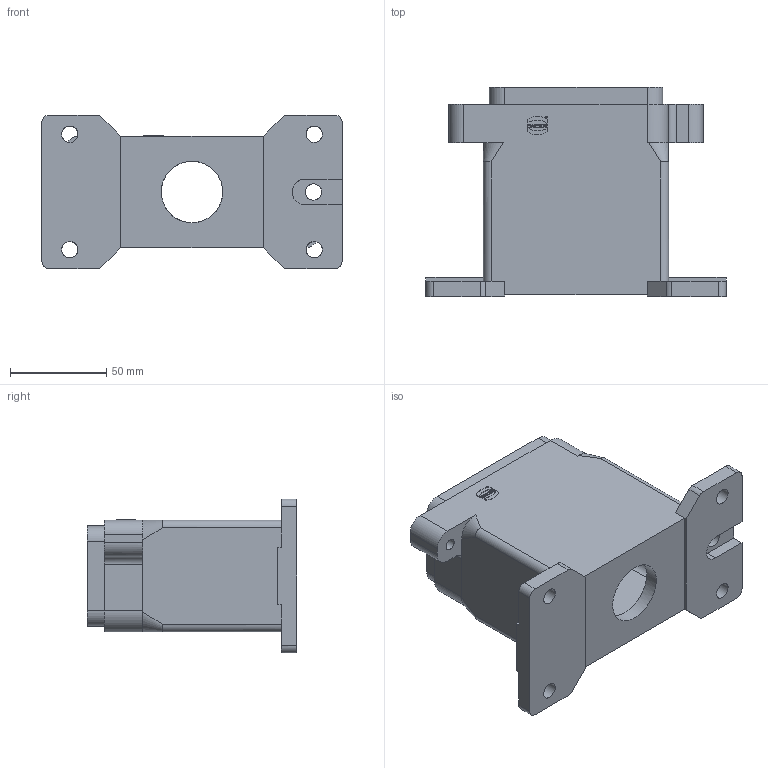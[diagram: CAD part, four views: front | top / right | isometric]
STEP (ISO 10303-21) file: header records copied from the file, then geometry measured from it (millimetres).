
FILE_DESCRIPTION(( 'HARTING HARTING HARTING HARTING HARTING HARTING HARTING HARTING HARTING', 'This Document is valid for Parts No. 19 40 006 1212'),'2;1');
FILE_NAME('MD_19400061212_R414094.stp', '2009-07-15T08:42:18',('ITIS-4b'),('HARTING KGaA, D-32339 Espelkamp'), 'I-DEAS Master Series 10','HP-UNIX','Yes');
FILE_SCHEMA(('AUTOMOTIVE_DESIGN { 1 0 10303 214 1 1 1 1 }'));
Length unit declared in the file: millimetre
Products named in the file (1): MD 19 40 006 1212
Bounding box: 156 x 108.9 x 80 mm (x, y, z)
Volume: 297697.3 mm3; surface area: 87483.4 mm2
Topology: 1 solids, 1 shells, 285 faces, 748 edges, 494 vertices
Faces by surface type: bspline 285
Entity records: 9123 total; most frequent: CARTESIAN_POINT 4237, ORIENTED_EDGE 1496, EDGE_CURVE 748, VERTEX_POINT 494, OVER_RIDING_STYLED_ITEM 355, EDGE_LOOP 334, B_SPLINE_CURVE_WITH_KNOTS 318, FACE_OUTER_BOUND 285
